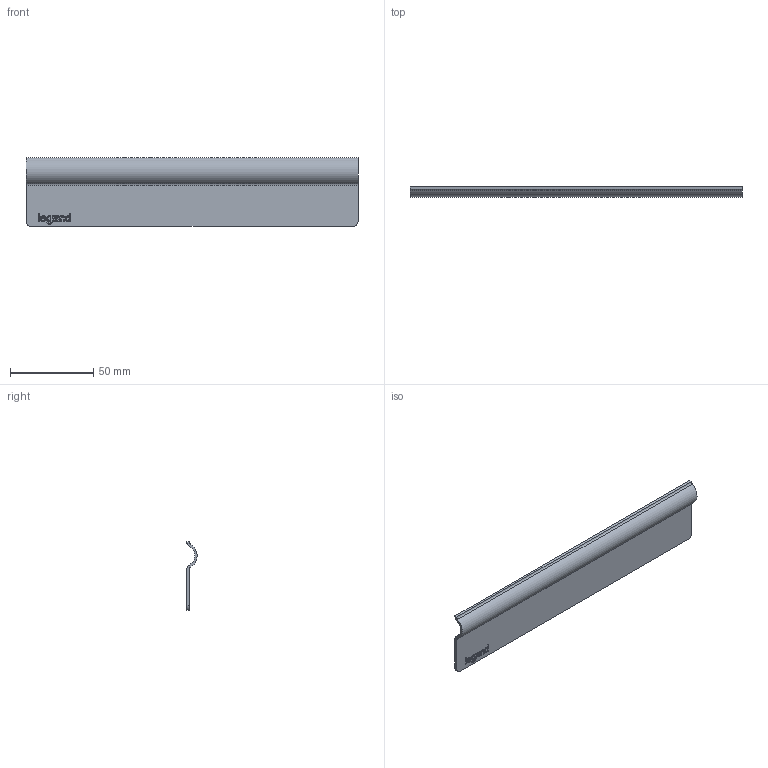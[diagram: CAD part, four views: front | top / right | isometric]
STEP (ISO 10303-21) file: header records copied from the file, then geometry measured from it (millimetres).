
FILE_DESCRIPTION(/* description */ (''),/* implementation_level */ '2;1');
FILE_NAME(/* name */ '485232.stp',/* time_stamp */ '2023-12-19T13:47:29+01:00',/* author */ ('bonnaudn'),/* organization */ (''),/* preprocessor_version */ 'ST-DEVELOPER v19.2',/* originating_system */ 'AutoCAD Mechanical',/* authorisation */ '');
FILE_SCHEMA (('AUTOMOTIVE_DESIGN { 1 0 10303 214 3 1 1 }'));
Length unit declared in the file: millimetre
Products named in the file (1): Product
Bounding box: 200 x 6.25 x 41.5 mm (x, y, z)
Volume: 13456.5 mm3; surface area: 18713.5 mm2
Topology: 1 solids, 8 shells, 21 faces, 95 edges, 83 vertices
Faces by surface type: plane 13, cylinder 8
Entity records: 1049 total; most frequent: CARTESIAN_POINT 200, DIRECTION 174, ORIENTED_EDGE 131, EDGE_CURVE 95, VERTEX_POINT 83, LINE 60, VECTOR 60, AXIS2_PLACEMENT_3D 57
